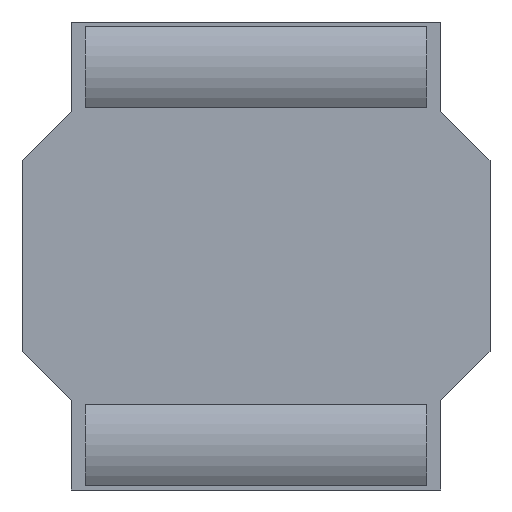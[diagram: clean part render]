
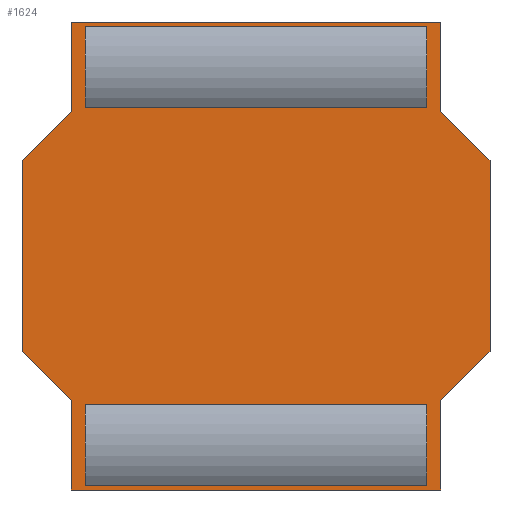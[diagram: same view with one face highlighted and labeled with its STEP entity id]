
A CAD part, front view. The second image highlights one B-rep face of the part: STEP entity #1624.
In plain terms, the highlighted planar face has unit normal (0, -1, 0).
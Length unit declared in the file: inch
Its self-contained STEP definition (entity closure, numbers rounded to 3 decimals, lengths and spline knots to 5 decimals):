
#1=DIRECTION('',(-0.711,0.,-0.703));
#2=VECTOR('',#1,0.04643);
#3=CARTESIAN_POINT('',(0.1575,0.,-0.0645));
#4=LINE('',#3,#2);
#5=DIRECTION('',(0.,0.,-1.));
#6=VECTOR('',#5,0.06034);
#7=CARTESIAN_POINT('',(0.1245,0.,-0.09716));
#8=LINE('',#7,#6);
#9=DIRECTION('',(-1.,0.,0.));
#10=VECTOR('',#9,0.249);
#11=CARTESIAN_POINT('',(0.1245,0.,-0.1575));
#12=LINE('',#11,#10);
#13=DIRECTION('',(0.,0.,1.));
#14=VECTOR('',#13,0.06034);
#15=CARTESIAN_POINT('',(-0.1245,0.,-0.1575));
#16=LINE('',#15,#14);
#17=DIRECTION('',(-0.711,0.,0.703));
#18=VECTOR('',#17,0.04643);
#19=CARTESIAN_POINT('',(-0.1245,0.,-0.09716));
#20=LINE('',#19,#18);
#21=DIRECTION('',(0.,0.,1.));
#22=VECTOR('',#21,0.129);
#23=CARTESIAN_POINT('',(-0.1575,0.,-0.0645));
#24=LINE('',#23,#22);
#25=DIRECTION('',(0.711,0.,0.703));
#26=VECTOR('',#25,0.04643);
#27=CARTESIAN_POINT('',(-0.1575,0.,0.0645));
#28=LINE('',#27,#26);
#29=DIRECTION('',(0.,0.,1.));
#30=VECTOR('',#29,0.06034);
#31=CARTESIAN_POINT('',(-0.1245,0.,0.09716));
#32=LINE('',#31,#30);
#33=DIRECTION('',(1.,0.,0.));
#34=VECTOR('',#33,0.249);
#35=CARTESIAN_POINT('',(-0.1245,0.,0.1575));
#36=LINE('',#35,#34);
#37=DIRECTION('',(0.,0.,-1.));
#38=VECTOR('',#37,0.06034);
#39=CARTESIAN_POINT('',(0.1245,0.,0.1575));
#40=LINE('',#39,#38);
#41=DIRECTION('',(0.711,0.,-0.703));
#42=VECTOR('',#41,0.04643);
#43=CARTESIAN_POINT('',(0.1245,0.,0.09716));
#44=LINE('',#43,#42);
#45=DIRECTION('',(0.,0.,-1.));
#46=VECTOR('',#45,0.129);
#47=CARTESIAN_POINT('',(0.1575,0.,0.0645));
#48=LINE('',#47,#46);
#49=DIRECTION('',(0.,0.,-1.));
#50=VECTOR('',#49,0.05429);
#51=CARTESIAN_POINT('',(-0.115,0.,0.15448));
#52=LINE('',#51,#50);
#53=DIRECTION('',(1.,0.,0.));
#54=VECTOR('',#53,0.23);
#55=CARTESIAN_POINT('',(-0.115,0.,0.10018));
#56=LINE('',#55,#54);
#57=DIRECTION('',(0.,0.,-1.));
#58=VECTOR('',#57,0.05429);
#59=CARTESIAN_POINT('',(0.115,0.,0.15448));
#60=LINE('',#59,#58);
#61=DIRECTION('',(1.,0.,0.));
#62=VECTOR('',#61,0.23);
#63=CARTESIAN_POINT('',(-0.115,0.,0.15448));
#64=LINE('',#63,#62);
#65=DIRECTION('',(0.,0.,-1.));
#66=VECTOR('',#65,0.05429);
#67=CARTESIAN_POINT('',(-0.115,0.,-0.10018));
#68=LINE('',#67,#66);
#69=DIRECTION('',(1.,0.,0.));
#70=VECTOR('',#69,0.23);
#71=CARTESIAN_POINT('',(-0.115,0.,-0.15448));
#72=LINE('',#71,#70);
#73=DIRECTION('',(0.,0.,-1.));
#74=VECTOR('',#73,0.05429);
#75=CARTESIAN_POINT('',(0.115,0.,-0.10018));
#76=LINE('',#75,#74);
#77=DIRECTION('',(1.,0.,0.));
#78=VECTOR('',#77,0.23);
#79=CARTESIAN_POINT('',(-0.115,0.,-0.10018));
#80=LINE('',#79,#78);
#1181=CARTESIAN_POINT('',(0.1575,0.,-0.0645));
#1182=CARTESIAN_POINT('',(0.1245,0.,-0.09716));
#1183=VERTEX_POINT('',#1181);
#1184=VERTEX_POINT('',#1182);
#1185=CARTESIAN_POINT('',(0.1245,0.,-0.1575));
#1186=VERTEX_POINT('',#1185);
#1187=CARTESIAN_POINT('',(-0.1245,0.,-0.1575));
#1188=VERTEX_POINT('',#1187);
#1189=CARTESIAN_POINT('',(-0.1245,0.,-0.09716));
#1190=VERTEX_POINT('',#1189);
#1191=CARTESIAN_POINT('',(-0.1575,0.,-0.0645));
#1192=VERTEX_POINT('',#1191);
#1193=CARTESIAN_POINT('',(-0.1575,0.,0.0645));
#1194=VERTEX_POINT('',#1193);
#1195=CARTESIAN_POINT('',(-0.1245,0.,0.09716));
#1196=VERTEX_POINT('',#1195);
#1197=CARTESIAN_POINT('',(-0.1245,0.,0.1575));
#1198=VERTEX_POINT('',#1197);
#1199=CARTESIAN_POINT('',(0.1245,0.,0.1575));
#1200=VERTEX_POINT('',#1199);
#1201=CARTESIAN_POINT('',(0.1245,0.,0.09716));
#1202=VERTEX_POINT('',#1201);
#1203=CARTESIAN_POINT('',(0.1575,0.,0.0645));
#1204=VERTEX_POINT('',#1203);
#1229=CARTESIAN_POINT('',(-0.115,0.,0.15448));
#1230=CARTESIAN_POINT('',(-0.115,0.,0.10018));
#1231=VERTEX_POINT('',#1229);
#1232=VERTEX_POINT('',#1230);
#1233=CARTESIAN_POINT('',(-0.115,0.,-0.10018));
#1234=CARTESIAN_POINT('',(-0.115,0.,-0.15448));
#1235=VERTEX_POINT('',#1233);
#1236=VERTEX_POINT('',#1234);
#1237=CARTESIAN_POINT('',(0.115,0.,0.15448));
#1238=CARTESIAN_POINT('',(0.115,0.,0.10018));
#1239=VERTEX_POINT('',#1237);
#1240=VERTEX_POINT('',#1238);
#1241=CARTESIAN_POINT('',(0.115,0.,-0.10018));
#1242=CARTESIAN_POINT('',(0.115,0.,-0.15448));
#1243=VERTEX_POINT('',#1241);
#1244=VERTEX_POINT('',#1242);
#1573=CARTESIAN_POINT('',(0.,0.,0.));
#1574=DIRECTION('',(0.,1.,0.));
#1575=DIRECTION('',(1.,0.,0.));
#1576=AXIS2_PLACEMENT_3D('',#1573,#1574,#1575);
#1577=PLANE('',#1576);
#1579=ORIENTED_EDGE('',*,*,#1578,.T.);
#1581=ORIENTED_EDGE('',*,*,#1580,.T.);
#1583=ORIENTED_EDGE('',*,*,#1582,.T.);
#1585=ORIENTED_EDGE('',*,*,#1584,.T.);
#1587=ORIENTED_EDGE('',*,*,#1586,.T.);
#1589=ORIENTED_EDGE('',*,*,#1588,.T.);
#1591=ORIENTED_EDGE('',*,*,#1590,.T.);
#1593=ORIENTED_EDGE('',*,*,#1592,.T.);
#1595=ORIENTED_EDGE('',*,*,#1594,.T.);
#1597=ORIENTED_EDGE('',*,*,#1596,.T.);
#1599=ORIENTED_EDGE('',*,*,#1598,.T.);
#1601=ORIENTED_EDGE('',*,*,#1600,.T.);
#1602=EDGE_LOOP('',(#1579,#1581,#1583,#1585,#1587,#1589,#1591,#1593,#1595,#1597,
#1599,#1601));
#1603=FACE_OUTER_BOUND('',#1602,.F.);
#1605=ORIENTED_EDGE('',*,*,#1604,.T.);
#1607=ORIENTED_EDGE('',*,*,#1606,.T.);
#1609=ORIENTED_EDGE('',*,*,#1608,.F.);
#1611=ORIENTED_EDGE('',*,*,#1610,.F.);
#1612=EDGE_LOOP('',(#1605,#1607,#1609,#1611));
#1613=FACE_BOUND('',#1612,.F.);
#1615=ORIENTED_EDGE('',*,*,#1614,.T.);
#1617=ORIENTED_EDGE('',*,*,#1616,.T.);
#1619=ORIENTED_EDGE('',*,*,#1618,.F.);
#1621=ORIENTED_EDGE('',*,*,#1620,.F.);
#1622=EDGE_LOOP('',(#1615,#1617,#1619,#1621));
#1623=FACE_BOUND('',#1622,.F.);
#1624=ADVANCED_FACE('',(#1603,#1613,#1623),#1577,.F.);
#1578=EDGE_CURVE('',#1183,#1184,#4,.T.);
#1580=EDGE_CURVE('',#1184,#1186,#8,.T.);
#1582=EDGE_CURVE('',#1186,#1188,#12,.T.);
#1584=EDGE_CURVE('',#1188,#1190,#16,.T.);
#1586=EDGE_CURVE('',#1190,#1192,#20,.T.);
#1588=EDGE_CURVE('',#1192,#1194,#24,.T.);
#1590=EDGE_CURVE('',#1194,#1196,#28,.T.);
#1592=EDGE_CURVE('',#1196,#1198,#32,.T.);
#1594=EDGE_CURVE('',#1198,#1200,#36,.T.);
#1596=EDGE_CURVE('',#1200,#1202,#40,.T.);
#1598=EDGE_CURVE('',#1202,#1204,#44,.T.);
#1600=EDGE_CURVE('',#1204,#1183,#48,.T.);
#1604=EDGE_CURVE('',#1231,#1232,#52,.T.);
#1606=EDGE_CURVE('',#1232,#1240,#56,.T.);
#1608=EDGE_CURVE('',#1239,#1240,#60,.T.);
#1610=EDGE_CURVE('',#1231,#1239,#64,.T.);
#1614=EDGE_CURVE('',#1235,#1236,#68,.T.);
#1616=EDGE_CURVE('',#1236,#1244,#72,.T.);
#1618=EDGE_CURVE('',#1243,#1244,#76,.T.);
#1620=EDGE_CURVE('',#1235,#1243,#80,.T.);
